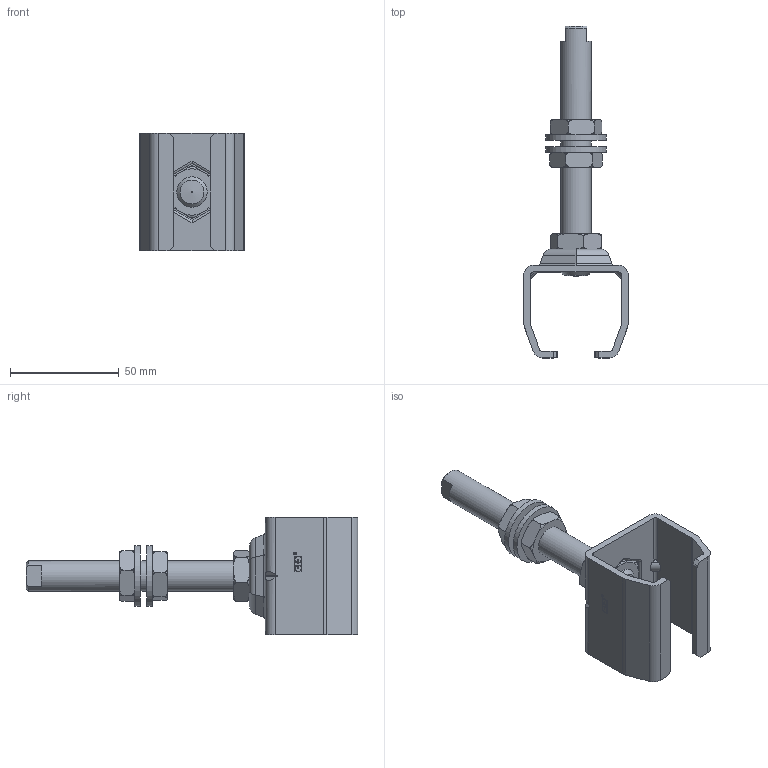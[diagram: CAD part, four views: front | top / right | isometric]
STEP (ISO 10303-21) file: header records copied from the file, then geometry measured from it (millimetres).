
FILE_DESCRIPTION(/* description */ (''),/* implementation_level */ '2;1');
FILE_NAME(/* name */ 'ST00947.stp',/* time_stamp */ '2017-09-11T11:32:20+02:00',/* author */ ('Giuliano'),/* organization */ (''),/* preprocessor_version */ 'ST-DEVELOPER v16.5',/* originating_system */ 'Autodesk Inventor 2017',/* authorisation */ '');
FILE_SCHEMA (('AUTOMOTIVE_DESIGN { 1 0 10303 214 3 1 1 }'));
Length unit declared in the file: millimetre
Products named in the file (1): Pièce1
Bounding box: 48 x 152.53 x 54 mm (x, y, z)
Volume: 50896.5 mm3; surface area: 25994.6 mm2
Topology: 1 solids, 2 shells, 311 faces, 814 edges, 536 vertices
Faces by surface type: plane 157, cylinder 64, torus 48, bspline 38, cone 4
Full cylindrical faces by diameter (mm): 1.151 x1, 1.25 x1, 14 x5, 14.2 x2, 16 x1, 28 x2
Entity records: 10820 total; most frequent: CARTESIAN_POINT 3171, ORIENTED_EDGE 1598, DIRECTION 1336, EDGE_CURVE 799, VERTEX_POINT 535, LINE 458, VECTOR 458, AXIS2_PLACEMENT_3D 439
